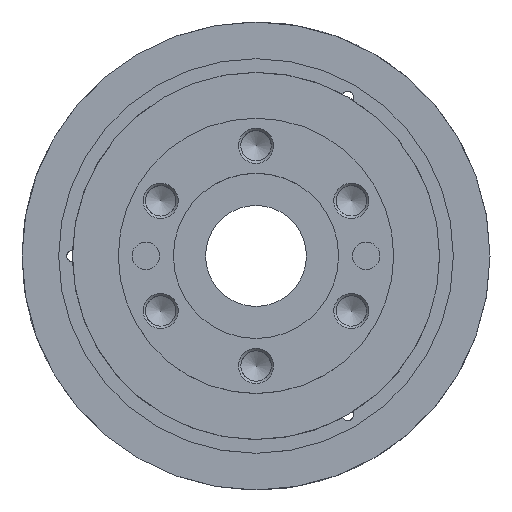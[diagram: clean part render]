
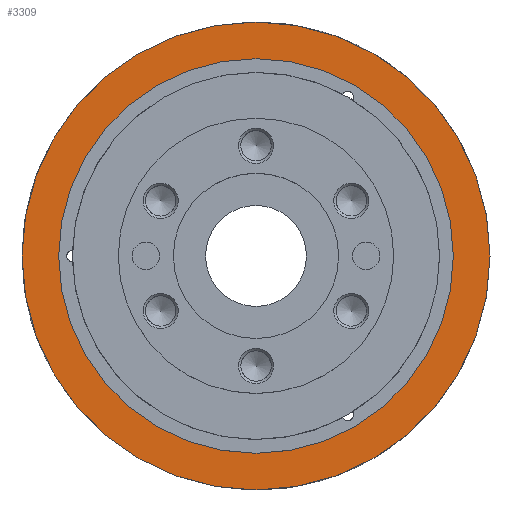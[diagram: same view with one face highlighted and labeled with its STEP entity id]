
A CAD part, top view. The second image highlights one B-rep face of the part: STEP entity #3309.
In plain terms, the highlighted planar face has unit normal (0, 0, 1).
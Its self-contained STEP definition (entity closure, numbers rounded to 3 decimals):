
#31=FACE_BOUND('',#458,.T.);
#79=PLANE('',#3609);
#260=FACE_OUTER_BOUND('',#457,.T.);
#457=EDGE_LOOP('',(#2958));
#458=EDGE_LOOP('',(#2959));
#567=CIRCLE('',#3583,21.5);
#576=CIRCLE('',#3594,25.5);
#1449=VERTEX_POINT('',#13213);
#1460=VERTEX_POINT('',#13241);
#1947=EDGE_CURVE('',#1449,#1449,#567,.T.);
#1961=EDGE_CURVE('',#1460,#1460,#576,.T.);
#2958=ORIENTED_EDGE('',*,*,#1961,.T.);
#2959=ORIENTED_EDGE('',*,*,#1947,.F.);
#3309=ADVANCED_FACE('',(#260,#31),#79,.F.);
#3583=AXIS2_PLACEMENT_3D('',#13215,#4256,#4257);
#3594=AXIS2_PLACEMENT_3D('',#13242,#4283,#4284);
#3609=AXIS2_PLACEMENT_3D('',#13271,#4318,#4319);
#4256=DIRECTION('center_axis',(0.,0.,1.));
#4257=DIRECTION('ref_axis',(1.,0.,0.));
#4283=DIRECTION('center_axis',(0.,0.,1.));
#4284=DIRECTION('ref_axis',(1.,0.,0.));
#4318=DIRECTION('center_axis',(0.,0.,-1.));
#4319=DIRECTION('ref_axis',(-1.,0.,0.));
#13213=CARTESIAN_POINT('',(-21.5,0.,3.));
#13215=CARTESIAN_POINT('Origin',(0.,0.,3.));
#13241=CARTESIAN_POINT('',(-25.5,0.,3.));
#13242=CARTESIAN_POINT('Origin',(0.,0.,3.));
#13271=CARTESIAN_POINT('Origin',(0.,25.5,3.));
